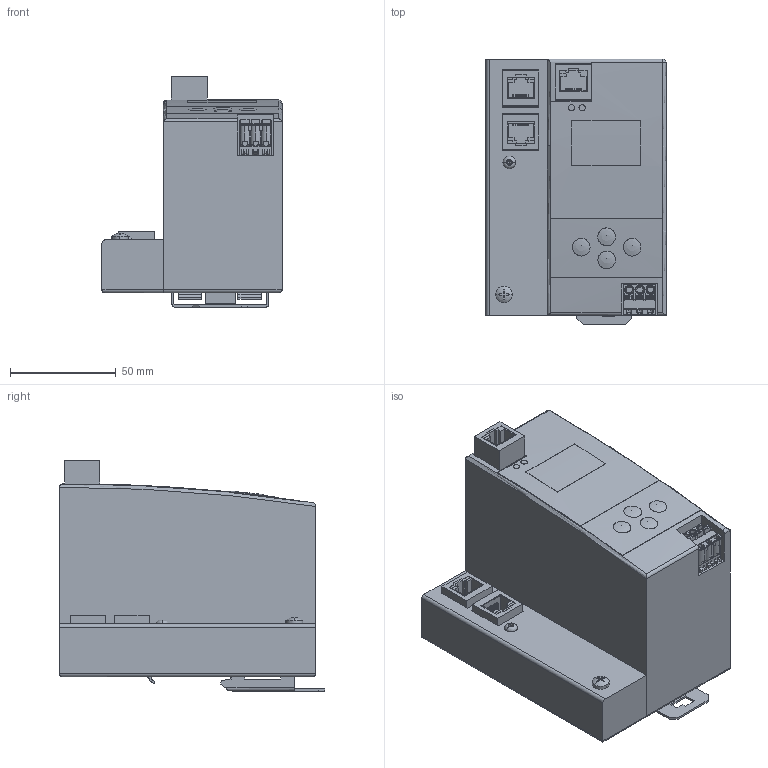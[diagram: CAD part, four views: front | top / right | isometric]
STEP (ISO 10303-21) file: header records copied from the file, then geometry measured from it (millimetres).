
FILE_DESCRIPTION(/* description */ ('Alibre Inc.'),/* implementation_level */ '2;1');
FILE_NAME(/* name */ 'export-5D0BE5BA-F1FA-4A8A-A4D6-BD14C2245426',/* time_stamp */ '2023-05-02T16:38:30+02:00',/* author */ (''),/* organization */ (''),/* preprocessor_version */ 'ST-DEVELOPER v17',/* originating_system */ 'Alibre',/* authorisation */ '');
FILE_SCHEMA (('AUTOMOTIVE_DESIGN'));
Length unit declared in the file: centimetre
Products named in the file (22): ID_1
Bounding box: 85 x 125.29 x 108.65 mm (x, y, z)
Volume: 687701.4 mm3; surface area: 92454.6 mm2
Topology: 19 solids, 88 shells, 2023 faces, 5350 edges, 3535 vertices
Faces by surface type: plane 1375, bspline 410, cylinder 202, cone 18, torus 10, sphere 8
Full cylindrical faces by diameter (mm): 2.459 x1, 3 x2, 3.242 x1
Entity records: 62492 total; most frequent: CARTESIAN_POINT 24728, ORIENTED_EDGE 8272, DIRECTION 5595, EDGE_CURVE 4136, VECTOR 3038, LINE 3038, VERTEX_POINT 2730, AXIS2_PLACEMENT_3D 1792
